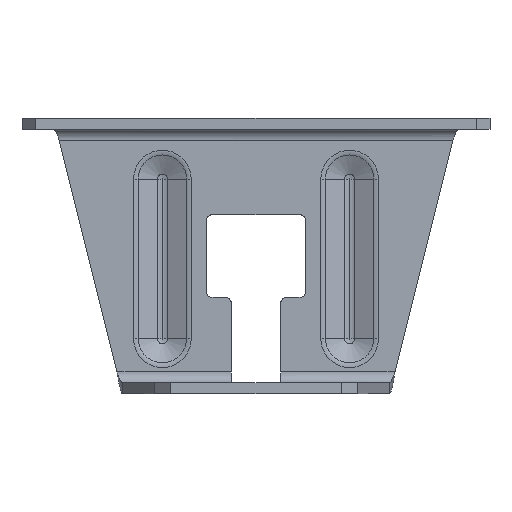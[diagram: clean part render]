
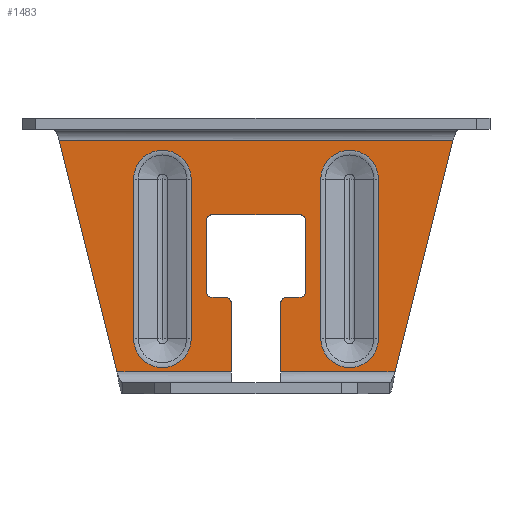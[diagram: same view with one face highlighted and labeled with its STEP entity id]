
A CAD part, top view. The second image highlights one B-rep face of the part: STEP entity #1483.
In plain terms, the highlighted planar face has unit normal (0, 0, 1).
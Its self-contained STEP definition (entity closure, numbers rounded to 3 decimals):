
#2=DIRECTION('',(1.,0.,0.));
#3=VECTOR('',#2,20.749);
#4=CARTESIAN_POINT('',(-25.249,30.,1.));
#5=LINE('',#4,#3);
#6=DIRECTION('',(0.242,-0.97,0.));
#7=VECTOR('',#6,43.292);
#8=CARTESIAN_POINT('',(-35.746,72.,1.));
#9=LINE('',#8,#7);
#10=DIRECTION('',(1.,0.,0.));
#11=VECTOR('',#10,71.493);
#12=CARTESIAN_POINT('',(-35.746,72.,1.));
#13=LINE('',#12,#11);
#14=DIRECTION('',(0.242,0.97,0.));
#15=VECTOR('',#14,43.292);
#16=CARTESIAN_POINT('',(25.249,30.,1.));
#17=LINE('',#16,#15);
#18=DIRECTION('',(1.,0.,0.));
#19=VECTOR('',#18,20.749);
#20=CARTESIAN_POINT('',(4.5,30.,1.));
#21=LINE('',#20,#19);
#22=DIRECTION('',(0.,1.,0.));
#23=VECTOR('',#22,12.5);
#24=CARTESIAN_POINT('',(4.5,30.,1.));
#25=LINE('',#24,#23);
#26=CARTESIAN_POINT('',(5.5,42.5,1.));
#27=DIRECTION('',(0.,0.,1.));
#28=DIRECTION('',(0.,1.,0.));
#29=AXIS2_PLACEMENT_3D('',#26,#27,#28);
#31=DIRECTION('',(1.,0.,0.));
#32=VECTOR('',#31,2.5);
#33=CARTESIAN_POINT('',(5.5,43.5,1.));
#34=LINE('',#33,#32);
#35=DIRECTION('',(0.,1.,0.));
#36=VECTOR('',#35,13.);
#37=CARTESIAN_POINT('',(9.,44.5,1.));
#38=LINE('',#37,#36);
#39=DIRECTION('',(-1.,0.,0.));
#40=VECTOR('',#39,16.);
#41=CARTESIAN_POINT('',(8.,58.5,1.));
#42=LINE('',#41,#40);
#43=DIRECTION('',(0.,-1.,0.));
#44=VECTOR('',#43,13.);
#45=CARTESIAN_POINT('',(-9.,57.5,1.));
#46=LINE('',#45,#44);
#47=DIRECTION('',(1.,0.,0.));
#48=VECTOR('',#47,2.5);
#49=CARTESIAN_POINT('',(-8.,43.5,1.));
#50=LINE('',#49,#48);
#51=CARTESIAN_POINT('',(-5.5,42.5,1.));
#52=DIRECTION('',(0.,0.,1.));
#53=DIRECTION('',(1.,0.,0.));
#54=AXIS2_PLACEMENT_3D('',#51,#52,#53);
#56=DIRECTION('',(0.,-1.,0.));
#57=VECTOR('',#56,12.5);
#58=CARTESIAN_POINT('',(-4.5,42.5,1.));
#59=LINE('',#58,#57);
#60=DIRECTION('',(0.,-1.,0.));
#61=VECTOR('',#60,29.);
#62=CARTESIAN_POINT('',(-11.768,65.,1.));
#63=LINE('',#62,#61);
#64=CARTESIAN_POINT('',(-17.,65.,1.));
#65=DIRECTION('',(0.,0.,-1.));
#66=DIRECTION('',(-1.,0.,0.));
#67=AXIS2_PLACEMENT_3D('',#64,#65,#66);
#69=DIRECTION('',(0.,1.,0.));
#70=VECTOR('',#69,29.);
#71=CARTESIAN_POINT('',(-22.232,36.,1.));
#72=LINE('',#71,#70);
#73=CARTESIAN_POINT('',(-17.,36.,1.));
#74=DIRECTION('',(0.,0.,-1.));
#75=DIRECTION('',(1.,0.,0.));
#76=AXIS2_PLACEMENT_3D('',#73,#74,#75);
#78=DIRECTION('',(0.,-1.,0.));
#79=VECTOR('',#78,29.);
#80=CARTESIAN_POINT('',(22.232,65.,1.));
#81=LINE('',#80,#79);
#82=CARTESIAN_POINT('',(17.,65.,1.));
#83=DIRECTION('',(0.,0.,-1.));
#84=DIRECTION('',(-1.,0.,0.));
#85=AXIS2_PLACEMENT_3D('',#82,#83,#84);
#87=DIRECTION('',(0.,1.,0.));
#88=VECTOR('',#87,29.);
#89=CARTESIAN_POINT('',(11.768,36.,1.));
#90=LINE('',#89,#88);
#91=CARTESIAN_POINT('',(17.,36.,1.));
#92=DIRECTION('',(0.,0.,-1.));
#93=DIRECTION('',(1.,0.,0.));
#94=AXIS2_PLACEMENT_3D('',#91,#92,#93);
#183=CARTESIAN_POINT('',(-8.,44.5,1.));
#184=DIRECTION('',(0.,0.,-1.));
#185=DIRECTION('',(0.,-1.,0.));
#186=AXIS2_PLACEMENT_3D('',#183,#184,#185);
#201=CARTESIAN_POINT('',(-8.,57.5,1.));
#202=DIRECTION('',(0.,0.,-1.));
#203=DIRECTION('',(-1.,0.,0.));
#204=AXIS2_PLACEMENT_3D('',#201,#202,#203);
#219=CARTESIAN_POINT('',(8.,57.5,1.));
#220=DIRECTION('',(0.,0.,-1.));
#221=DIRECTION('',(0.,1.,0.));
#222=AXIS2_PLACEMENT_3D('',#219,#220,#221);
#237=CARTESIAN_POINT('',(8.,44.5,1.));
#238=DIRECTION('',(0.,0.,-1.));
#239=DIRECTION('',(1.,0.,0.));
#240=AXIS2_PLACEMENT_3D('',#237,#238,#239);
#1172=CARTESIAN_POINT('',(8.,58.5,1.));
#1173=CARTESIAN_POINT('',(-8.,58.5,1.));
#1174=VERTEX_POINT('',#1172);
#1175=VERTEX_POINT('',#1173);
#1176=CARTESIAN_POINT('',(-9.,57.5,1.));
#1177=VERTEX_POINT('',#1176);
#1178=CARTESIAN_POINT('',(-9.,44.5,1.));
#1179=VERTEX_POINT('',#1178);
#1180=CARTESIAN_POINT('',(-8.,43.5,1.));
#1181=VERTEX_POINT('',#1180);
#1182=CARTESIAN_POINT('',(-5.5,43.5,1.));
#1183=VERTEX_POINT('',#1182);
#1184=CARTESIAN_POINT('',(-4.5,42.5,1.));
#1185=VERTEX_POINT('',#1184);
#1190=CARTESIAN_POINT('',(5.5,43.5,1.));
#1191=CARTESIAN_POINT('',(4.5,42.5,1.));
#1192=VERTEX_POINT('',#1190);
#1193=VERTEX_POINT('',#1191);
#1194=CARTESIAN_POINT('',(8.,43.5,1.));
#1195=VERTEX_POINT('',#1194);
#1196=CARTESIAN_POINT('',(9.,44.5,1.));
#1197=VERTEX_POINT('',#1196);
#1198=CARTESIAN_POINT('',(9.,57.5,1.));
#1199=VERTEX_POINT('',#1198);
#1264=CARTESIAN_POINT('',(-4.5,30.,1.));
#1265=VERTEX_POINT('',#1264);
#1266=CARTESIAN_POINT('',(4.5,30.,1.));
#1267=VERTEX_POINT('',#1266);
#1272=CARTESIAN_POINT('',(25.249,30.,1.));
#1273=CARTESIAN_POINT('',(35.746,72.,1.));
#1274=VERTEX_POINT('',#1272);
#1275=VERTEX_POINT('',#1273);
#1276=CARTESIAN_POINT('',(-35.746,72.,1.));
#1277=CARTESIAN_POINT('',(-25.249,30.,1.));
#1278=VERTEX_POINT('',#1276);
#1279=VERTEX_POINT('',#1277);
#1388=CARTESIAN_POINT('',(-11.768,65.,
1.));
#1389=CARTESIAN_POINT('',(-11.768,36.,
1.));
#1390=VERTEX_POINT('',#1388);
#1391=VERTEX_POINT('',#1389);
#1396=CARTESIAN_POINT('',(-22.232,36.,1.));
#1397=VERTEX_POINT('',#1396);
#1400=CARTESIAN_POINT('',(-22.232,65.,
1.));
#1401=VERTEX_POINT('',#1400);
#1404=CARTESIAN_POINT('',(22.232,65.,1.));
#1405=CARTESIAN_POINT('',(22.232,36.,1.));
#1406=VERTEX_POINT('',#1404);
#1407=VERTEX_POINT('',#1405);
#1412=CARTESIAN_POINT('',(11.768,36.,1.));
#1413=VERTEX_POINT('',#1412);
#1416=CARTESIAN_POINT('',(11.768,65.,1.));
#1417=VERTEX_POINT('',#1416);
#1420=CARTESIAN_POINT('',(0.,0.,1.));
#1421=DIRECTION('',(0.,0.,1.));
#1422=DIRECTION('',(1.,0.,0.));
#1423=AXIS2_PLACEMENT_3D('',#1420,#1421,#1422);
#1424=PLANE('',#1423);
#1426=ORIENTED_EDGE('',*,*,#1425,.F.);
#1428=ORIENTED_EDGE('',*,*,#1427,.F.);
#1430=ORIENTED_EDGE('',*,*,#1429,.T.);
#1432=ORIENTED_EDGE('',*,*,#1431,.F.);
#1434=ORIENTED_EDGE('',*,*,#1433,.F.);
#1436=ORIENTED_EDGE('',*,*,#1435,.T.);
#1438=ORIENTED_EDGE('',*,*,#1437,.F.);
#1440=ORIENTED_EDGE('',*,*,#1439,.T.);
#1442=ORIENTED_EDGE('',*,*,#1441,.F.);
#1444=ORIENTED_EDGE('',*,*,#1443,.T.);
#1446=ORIENTED_EDGE('',*,*,#1445,.F.);
#1448=ORIENTED_EDGE('',*,*,#1447,.T.);
#1450=ORIENTED_EDGE('',*,*,#1449,.F.);
#1452=ORIENTED_EDGE('',*,*,#1451,.T.);
#1454=ORIENTED_EDGE('',*,*,#1453,.F.);
#1456=ORIENTED_EDGE('',*,*,#1455,.T.);
#1458=ORIENTED_EDGE('',*,*,#1457,.F.);
#1460=ORIENTED_EDGE('',*,*,#1459,.T.);
#1461=EDGE_LOOP('',(#1426,#1428,#1430,#1432,#1434,#1436,#1438,#1440,#1442,#1444,
#1446,#1448,#1450,#1452,#1454,#1456,#1458,#1460));
#1462=FACE_OUTER_BOUND('',#1461,.F.);
#1464=ORIENTED_EDGE('',*,*,#1463,.F.);
#1466=ORIENTED_EDGE('',*,*,#1465,.F.);
#1468=ORIENTED_EDGE('',*,*,#1467,.F.);
#1470=ORIENTED_EDGE('',*,*,#1469,.F.);
#1471=EDGE_LOOP('',(#1464,#1466,#1468,#1470));
#1472=FACE_BOUND('',#1471,.F.);
#1474=ORIENTED_EDGE('',*,*,#1473,.F.);
#1476=ORIENTED_EDGE('',*,*,#1475,.F.);
#1478=ORIENTED_EDGE('',*,*,#1477,.F.);
#1480=ORIENTED_EDGE('',*,*,#1479,.F.);
#1481=EDGE_LOOP('',(#1474,#1476,#1478,#1480));
#1482=FACE_BOUND('',#1481,.F.);
#1483=ADVANCED_FACE('',(#1462,#1472,#1482),#1424,.T.);
#30=CIRCLE('',#29,1.);
#55=CIRCLE('',#54,1.);
#68=CIRCLE('',#67,5.232);
#77=CIRCLE('',#76,5.232);
#86=CIRCLE('',#85,5.232);
#95=CIRCLE('',#94,5.232);
#187=CIRCLE('',#186,1.);
#205=CIRCLE('',#204,1.);
#223=CIRCLE('',#222,1.);
#241=CIRCLE('',#240,1.);
#1425=EDGE_CURVE('',#1279,#1265,#5,.T.);
#1427=EDGE_CURVE('',#1278,#1279,#9,.T.);
#1429=EDGE_CURVE('',#1278,#1275,#13,.T.);
#1431=EDGE_CURVE('',#1274,#1275,#17,.T.);
#1433=EDGE_CURVE('',#1267,#1274,#21,.T.);
#1435=EDGE_CURVE('',#1267,#1193,#25,.T.);
#1437=EDGE_CURVE('',#1192,#1193,#30,.T.);
#1439=EDGE_CURVE('',#1192,#1195,#34,.T.);
#1441=EDGE_CURVE('',#1197,#1195,#241,.T.);
#1443=EDGE_CURVE('',#1197,#1199,#38,.T.);
#1445=EDGE_CURVE('',#1174,#1199,#223,.T.);
#1447=EDGE_CURVE('',#1174,#1175,#42,.T.);
#1449=EDGE_CURVE('',#1177,#1175,#205,.T.);
#1451=EDGE_CURVE('',#1177,#1179,#46,.T.);
#1453=EDGE_CURVE('',#1181,#1179,#187,.T.);
#1455=EDGE_CURVE('',#1181,#1183,#50,.T.);
#1457=EDGE_CURVE('',#1185,#1183,#55,.T.);
#1459=EDGE_CURVE('',#1185,#1265,#59,.T.);
#1463=EDGE_CURVE('',#1390,#1391,#63,.T.);
#1465=EDGE_CURVE('',#1401,#1390,#68,.T.);
#1467=EDGE_CURVE('',#1397,#1401,#72,.T.);
#1469=EDGE_CURVE('',#1391,#1397,#77,.T.);
#1473=EDGE_CURVE('',#1406,#1407,#81,.T.);
#1475=EDGE_CURVE('',#1417,#1406,#86,.T.);
#1477=EDGE_CURVE('',#1413,#1417,#90,.T.);
#1479=EDGE_CURVE('',#1407,#1413,#95,.T.);
